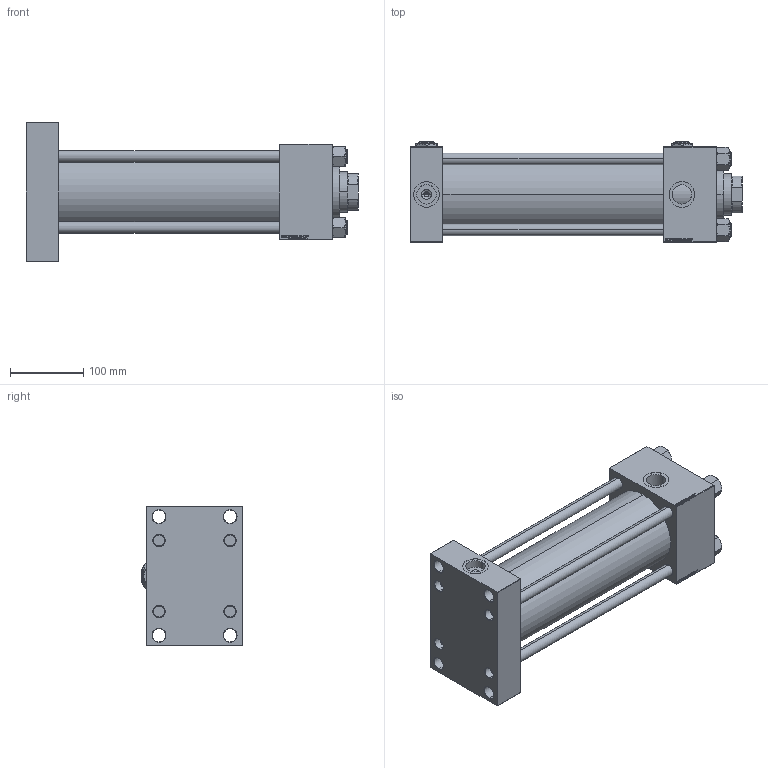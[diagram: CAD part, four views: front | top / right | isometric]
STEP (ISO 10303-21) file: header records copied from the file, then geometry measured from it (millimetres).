
FILE_DESCRIPTION (( 'STEP AP203' ), '1' );
FILE_NAME ('c3cf.STEP', '2022-04-15T20:31:19', ( '' ), ( '' ), 'SwSTEP 2.0', 'SolidWorks 2019', '' );
FILE_SCHEMA (( 'CONFIG_CONTROL_DESIGN' ));
Length unit declared in the file: millimetre
Products named in the file (7): V215_VC_A 841982ea0889f82ed538672d1d647fad; c3cf; V215CR_TYCINKA_E 841982ea0889f82ed538672d1d647fad; NUT_M5_E 841982ea0889f82ed538672d1d647fad; V215CR_VCP_E 841982ea0889f82ed538672d1d647fad; V215CR_E_Body 841982ea0889f82ed538672d1d647fad; Zatka_pro_OIL_PORT 841982ea0889f82ed538672d1d647fad
Assembly tree (13 placements, depth 2):
  c3cf
    V215CR_E_Body 841982ea0889f82ed538672d1d647fad
    V215CR_VCP_E 841982ea0889f82ed538672d1d647fad
    V215CR_TYCINKA_E 841982ea0889f82ed538672d1d647fad  x4
    NUT_M5_E 841982ea0889f82ed538672d1d647fad  x4
    V215_VC_A 841982ea0889f82ed538672d1d647fad
    Zatka_pro_OIL_PORT 841982ea0889f82ed538672d1d647fad  x2
Bounding box: 453 x 137 x 190 mm (x, y, z)
Volume: 3755061.9 mm3; surface area: 619928.4 mm2
Topology: 13 solids, 13 shells, 1290 faces, 3259 edges, 2108 vertices
Faces by surface type: plane 595, bspline 392, cone 194, cylinder 101, torus 8
Entity records: 52762 total; most frequent: CARTESIAN_POINT 27916, ORIENTED_EDGE 5590, DIRECTION 3637, EDGE_CURVE 2795, VERTEX_POINT 1828, VECTOR 1627, LINE 1627, EDGE_LOOP 1235
